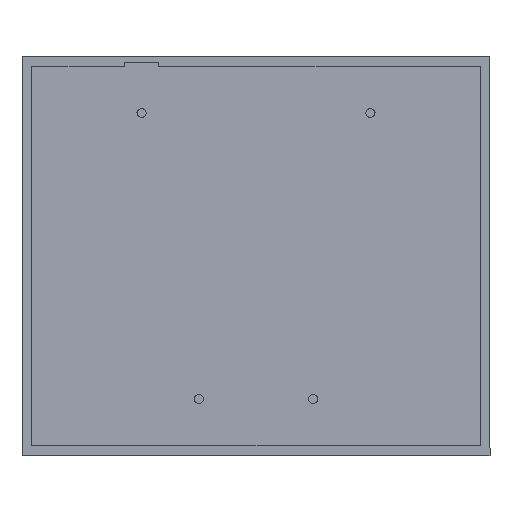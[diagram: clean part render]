
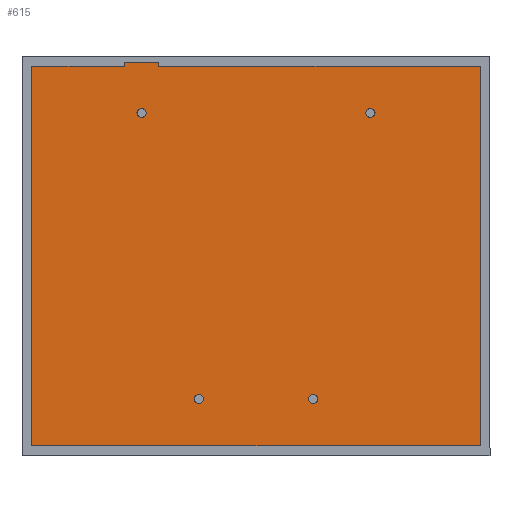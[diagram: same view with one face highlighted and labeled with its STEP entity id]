
A CAD part, front view. The second image highlights one B-rep face of the part: STEP entity #615.
In plain terms, the highlighted planar face has unit normal (0, -1, 0).
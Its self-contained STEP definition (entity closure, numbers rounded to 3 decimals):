
#15 = CARTESIAN_POINT ( 'NONE',  ( 5., -15.55, -12.5 ) ) ;
#16 = FACE_OUTER_BOUND ( 'NONE', #51, .T. ) ;
#17 = CARTESIAN_POINT ( 'NONE',  ( -10., -15.55, 12.9 ) ) ;
#18 = DIRECTION ( 'NONE',  ( 0., 0., 1. ) ) ;
#19 = DIRECTION ( 'NONE',  ( -1., 0., 0. ) ) ;
#37 = VERTEX_POINT ( 'NONE', #268 ) ;
#49 = LINE ( 'NONE', #349, #670 ) ;
#51 = EDGE_LOOP ( 'NONE', ( #730, #646, #532, #442, #148, #447, #133, #373 ) ) ;
#52 = CARTESIAN_POINT ( 'NONE',  ( 10., -15.55, 12.1 ) ) ;
#57 = VERTEX_POINT ( 'NONE', #492 ) ;
#63 = CIRCLE ( 'NONE', #549, 0.4 ) ;
#66 = VERTEX_POINT ( 'NONE', #52 ) ;
#68 = DIRECTION ( 'NONE',  ( 0., 0., 1. ) ) ;
#73 = ORIENTED_EDGE ( 'NONE', *, *, #217, .T. ) ;
#75 = VERTEX_POINT ( 'NONE', #325 ) ;
#79 = FACE_BOUND ( 'NONE', #125, .T. ) ;
#83 = CARTESIAN_POINT ( 'NONE',  ( -19.6, -15.55, -8.725 ) ) ;
#94 = VERTEX_POINT ( 'NONE', #617 ) ;
#104 = ORIENTED_EDGE ( 'NONE', *, *, #390, .T. ) ;
#108 = EDGE_CURVE ( 'NONE', #468, #237, #180, .T. ) ;
#109 = DIRECTION ( 'NONE',  ( 0., 0., -1. ) ) ;
#110 = LINE ( 'NONE', #579, #464 ) ;
#113 = CIRCLE ( 'NONE', #530, 0.4 ) ;
#117 = VECTOR ( 'NONE', #480, 1000. ) ;
#118 = FACE_BOUND ( 'NONE', #316, .T. ) ;
#123 = VERTEX_POINT ( 'NONE', #210 ) ;
#125 = EDGE_LOOP ( 'NONE', ( #724, #573 ) ) ;
#131 = EDGE_LOOP ( 'NONE', ( #642, #73 ) ) ;
#133 = ORIENTED_EDGE ( 'NONE', *, *, #652, .T. ) ;
#137 = CARTESIAN_POINT ( 'NONE',  ( 10., -15.55, 12.9 ) ) ;
#148 = ORIENTED_EDGE ( 'NONE', *, *, #626, .T. ) ;
#159 = EDGE_CURVE ( 'NONE', #66, #533, #380, .T. ) ;
#170 = EDGE_CURVE ( 'NONE', #75, #237, #403, .T. ) ;
#177 = DIRECTION ( 'NONE',  ( 0., -1., 0. ) ) ;
#178 = DIRECTION ( 'NONE',  ( 0., 0., 1. ) ) ;
#180 = LINE ( 'NONE', #684, #490 ) ;
#187 = CARTESIAN_POINT ( 'NONE',  ( 10.225, -15.55, -8.725 ) ) ;
#194 = DIRECTION ( 'NONE',  ( -1., 0., 0. ) ) ;
#195 = CIRCLE ( 'NONE', #737, 0.4 ) ;
#203 = EDGE_CURVE ( 'NONE', #533, #66, #63, .T. ) ;
#210 = CARTESIAN_POINT ( 'NONE',  ( -11.5, -15.55, 16.6 ) ) ;
#217 = EDGE_CURVE ( 'NONE', #482, #397, #572, .T. ) ;
#225 = ORIENTED_EDGE ( 'NONE', *, *, #275, .F. ) ;
#227 = CARTESIAN_POINT ( 'NONE',  ( -5., -15.55, -12.5 ) ) ;
#236 = EDGE_CURVE ( 'NONE', #468, #57, #49, .T. ) ;
#237 = VERTEX_POINT ( 'NONE', #635 ) ;
#242 = DIRECTION ( 'NONE',  ( 0., 1., 0. ) ) ;
#247 = DIRECTION ( 'NONE',  ( 0., 0., -1. ) ) ;
#251 = CARTESIAN_POINT ( 'NONE',  ( 19.6, -15.55, -8.725 ) ) ;
#257 = VERTEX_POINT ( 'NONE', #565 ) ;
#268 = CARTESIAN_POINT ( 'NONE',  ( 5., -15.55, -12.1 ) ) ;
#275 = EDGE_CURVE ( 'NONE', #538, #37, #627, .T. ) ;
#280 = VERTEX_POINT ( 'NONE', #17 ) ;
#283 = EDGE_CURVE ( 'NONE', #397, #482, #195, .T. ) ;
#287 = DIRECTION ( 'NONE',  ( 0., 0., 1. ) ) ;
#304 = DIRECTION ( 'NONE',  ( 0., 0., 1. ) ) ;
#312 = PLANE ( 'NONE',  #703 ) ;
#313 = FACE_BOUND ( 'NONE', #131, .T. ) ;
#316 = EDGE_LOOP ( 'NONE', ( #350, #225 ) ) ;
#325 = CARTESIAN_POINT ( 'NONE',  ( 19.6, -15.55, 16.6 ) ) ;
#332 = DIRECTION ( 'NONE',  ( 0., 0., 1. ) ) ;
#338 = DIRECTION ( 'NONE',  ( 0., 1., 0. ) ) ;
#341 = VERTEX_POINT ( 'NONE', #712 ) ;
#343 = CARTESIAN_POINT ( 'NONE',  ( -10., -15.55, 12.5 ) ) ;
#347 = CARTESIAN_POINT ( 'NONE',  ( -10., -15.55, 12.1 ) ) ;
#349 = CARTESIAN_POINT ( 'NONE',  ( 10.225, -15.55, 16.95 ) ) ;
#350 = ORIENTED_EDGE ( 'NONE', *, *, #369, .F. ) ;
#364 = VERTEX_POINT ( 'NONE', #347 ) ;
#369 = EDGE_CURVE ( 'NONE', #37, #538, #113, .T. ) ;
#373 = ORIENTED_EDGE ( 'NONE', *, *, #170, .T. ) ;
#380 = CIRCLE ( 'NONE', #450, 0.4 ) ;
#389 = CARTESIAN_POINT ( 'NONE',  ( 10., -15.55, 12.5 ) ) ;
#390 = EDGE_CURVE ( 'NONE', #364, #280, #610, .T. ) ;
#394 = DIRECTION ( 'NONE',  ( 0., 1., 0. ) ) ;
#397 = VERTEX_POINT ( 'NONE', #465 ) ;
#403 = LINE ( 'NONE', #685, #551 ) ;
#405 = CARTESIAN_POINT ( 'NONE',  ( 10.225, -15.55, -16.6 ) ) ;
#411 = CARTESIAN_POINT ( 'NONE',  ( -5., -15.55, -12.1 ) ) ;
#413 = DIRECTION ( 'NONE',  ( 1., 0., 0. ) ) ;
#428 = DIRECTION ( 'NONE',  ( -1., 0., 0. ) ) ;
#431 = VECTOR ( 'NONE', #194, 1000. ) ;
#442 = ORIENTED_EDGE ( 'NONE', *, *, #707, .T. ) ;
#446 = AXIS2_PLACEMENT_3D ( 'NONE', #343, #637, #574 ) ;
#447 = ORIENTED_EDGE ( 'NONE', *, *, #506, .T. ) ;
#450 = AXIS2_PLACEMENT_3D ( 'NONE', #389, #556, #332 ) ;
#451 = CARTESIAN_POINT ( 'NONE',  ( 10., -15.55, 12.5 ) ) ;
#458 = DIRECTION ( 'NONE',  ( 0., 1., 0. ) ) ;
#464 = VECTOR ( 'NONE', #706, 1000. ) ;
#465 = CARTESIAN_POINT ( 'NONE',  ( -5., -15.55, -12.9 ) ) ;
#468 = VERTEX_POINT ( 'NONE', #640 ) ;
#473 = CARTESIAN_POINT ( 'NONE',  ( 5., -15.55, -12.9 ) ) ;
#474 = EDGE_CURVE ( 'NONE', #123, #57, #110, .T. ) ;
#480 = DIRECTION ( 'NONE',  ( 0., 0., 1. ) ) ;
#482 = VERTEX_POINT ( 'NONE', #411 ) ;
#490 = VECTOR ( 'NONE', #109, 1000. ) ;
#492 = CARTESIAN_POINT ( 'NONE',  ( -11.5, -15.55, 16.95 ) ) ;
#495 = AXIS2_PLACEMENT_3D ( 'NONE', #624, #515, #178 ) ;
#497 = DIRECTION ( 'NONE',  ( 0., 0., 1. ) ) ;
#506 = EDGE_CURVE ( 'NONE', #257, #341, #595, .T. ) ;
#515 = DIRECTION ( 'NONE',  ( 0., -1., 0. ) ) ;
#530 = AXIS2_PLACEMENT_3D ( 'NONE', #15, #177, #18 ) ;
#532 = ORIENTED_EDGE ( 'NONE', *, *, #474, .F. ) ;
#533 = VERTEX_POINT ( 'NONE', #137 ) ;
#538 = VERTEX_POINT ( 'NONE', #473 ) ;
#540 = DIRECTION ( 'NONE',  ( 0., 1., 0. ) ) ;
#549 = AXIS2_PLACEMENT_3D ( 'NONE', #451, #394, #497 ) ;
#551 = VECTOR ( 'NONE', #557, 1000. ) ;
#556 = DIRECTION ( 'NONE',  ( 0., 1., 0. ) ) ;
#557 = DIRECTION ( 'NONE',  ( -1., 0., 0. ) ) ;
#565 = CARTESIAN_POINT ( 'NONE',  ( -19.6, -15.55, -16.6 ) ) ;
#567 = FACE_BOUND ( 'NONE', #714, .T. ) ;
#572 = CIRCLE ( 'NONE', #629, 0.4 ) ;
#573 = ORIENTED_EDGE ( 'NONE', *, *, #203, .T. ) ;
#574 = DIRECTION ( 'NONE',  ( 0., 0., 1. ) ) ;
#575 = ORIENTED_EDGE ( 'NONE', *, *, #601, .T. ) ;
#579 = CARTESIAN_POINT ( 'NONE',  ( -11.5, -15.55, 16.6 ) ) ;
#595 = LINE ( 'NONE', #405, #608 ) ;
#601 = EDGE_CURVE ( 'NONE', #280, #364, #613, .T. ) ;
#607 = CARTESIAN_POINT ( 'NONE',  ( 10.225, -15.55, 16.6 ) ) ;
#608 = VECTOR ( 'NONE', #413, 1000. ) ;
#610 = CIRCLE ( 'NONE', #446, 0.4 ) ;
#613 = CIRCLE ( 'NONE', #661, 0.4 ) ;
#615 = ADVANCED_FACE ( 'NONE', ( #118, #313, #567, #79, #16 ), #312, .F. ) ;
#617 = CARTESIAN_POINT ( 'NONE',  ( -19.6, -15.55, 16.6 ) ) ;
#624 = CARTESIAN_POINT ( 'NONE',  ( 5., -15.55, -12.5 ) ) ;
#626 = EDGE_CURVE ( 'NONE', #94, #257, #717, .T. ) ;
#627 = CIRCLE ( 'NONE', #495, 0.4 ) ;
#629 = AXIS2_PLACEMENT_3D ( 'NONE', #227, #458, #68 ) ;
#635 = CARTESIAN_POINT ( 'NONE',  ( -8.5, -15.55, 16.6 ) ) ;
#637 = DIRECTION ( 'NONE',  ( 0., 1., 0. ) ) ;
#639 = LINE ( 'NONE', #607, #431 ) ;
#640 = CARTESIAN_POINT ( 'NONE',  ( -8.5, -15.55, 16.95 ) ) ;
#642 = ORIENTED_EDGE ( 'NONE', *, *, #283, .T. ) ;
#646 = ORIENTED_EDGE ( 'NONE', *, *, #236, .T. ) ;
#649 = LINE ( 'NONE', #251, #117 ) ;
#652 = EDGE_CURVE ( 'NONE', #341, #75, #649, .T. ) ;
#660 = CARTESIAN_POINT ( 'NONE',  ( -10., -15.55, 12.5 ) ) ;
#661 = AXIS2_PLACEMENT_3D ( 'NONE', #660, #540, #304 ) ;
#668 = VECTOR ( 'NONE', #247, 1000. ) ;
#670 = VECTOR ( 'NONE', #19, 1000. ) ;
#684 = CARTESIAN_POINT ( 'NONE',  ( -8.5, -15.55, 16.6 ) ) ;
#685 = CARTESIAN_POINT ( 'NONE',  ( 10.225, -15.55, 16.6 ) ) ;
#700 = CARTESIAN_POINT ( 'NONE',  ( -5., -15.55, -12.5 ) ) ;
#703 = AXIS2_PLACEMENT_3D ( 'NONE', #187, #242, #428 ) ;
#706 = DIRECTION ( 'NONE',  ( 0., 0., 1. ) ) ;
#707 = EDGE_CURVE ( 'NONE', #123, #94, #639, .T. ) ;
#712 = CARTESIAN_POINT ( 'NONE',  ( 19.6, -15.55, -16.6 ) ) ;
#714 = EDGE_LOOP ( 'NONE', ( #575, #104 ) ) ;
#717 = LINE ( 'NONE', #83, #668 ) ;
#724 = ORIENTED_EDGE ( 'NONE', *, *, #159, .T. ) ;
#730 = ORIENTED_EDGE ( 'NONE', *, *, #108, .F. ) ;
#737 = AXIS2_PLACEMENT_3D ( 'NONE', #700, #338, #287 ) ;
